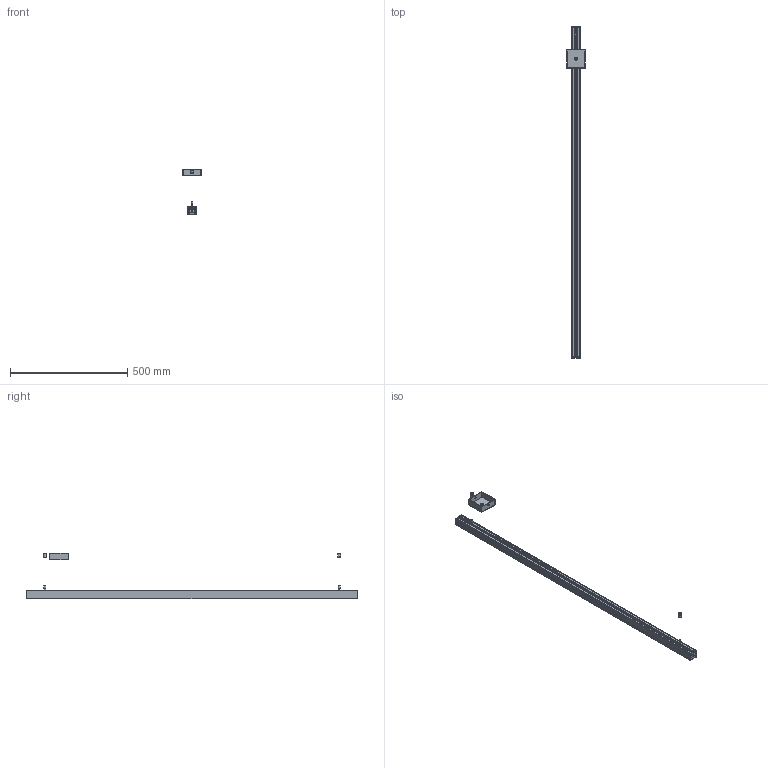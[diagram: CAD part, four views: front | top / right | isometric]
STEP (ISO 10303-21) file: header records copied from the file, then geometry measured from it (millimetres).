
FILE_DESCRIPTION(/* description */ ('This is a sample STEP configuration'),/* implementation_level */ '2;1');
FILE_NAME(/* name */ '577-01204xxxxxxx _Simple.ipt_Rev_00.2.stp',/* time_stamp */ '2021-02-06T15:59:18+01:00',/* author */ ('powerJobs'),/* organization */ ('coolOrange'),/* preprocessor_version */ 'ST-DEVELOPER v18.1',/* originating_system */ 'Autodesk Inventor 2020',/* authorisation */ '');
FILE_SCHEMA (('AUTOMOTIVE_DESIGN { 1 0 10303 214 3 1 1 }'));
Length unit declared in the file: millimetre
Products named in the file (1): ENG000019618
Bounding box: 80 x 1416.6 x 194.85 mm (x, y, z)
Volume: 474296.7 mm3; surface area: 642121.6 mm2
Topology: 12 solids, 14 shells, 633 faces, 1636 edges, 1049 vertices
Faces by surface type: cylinder 277, plane 236, cone 40, bspline 34, torus 30, sphere 16
Full cylindrical faces by diameter (mm): 2 x2, 2.5 x2, 2.95 x2, 3.242 x1, 5 x6, 7 x1, 7.85 x4, 8 x2, 8.5 x1, 8.6 x2, 9.3 x2, 10 x2, 10.3 x2, 12 x2, 13.2 x1, 13.6 x1, 15.85 x2
Entity records: 20975 total; most frequent: CARTESIAN_POINT 4865, DIRECTION 3539, ORIENTED_EDGE 3264, EDGE_CURVE 1632, AXIS2_PLACEMENT_3D 1342, VERTEX_POINT 1049, LINE 855, VECTOR 855
